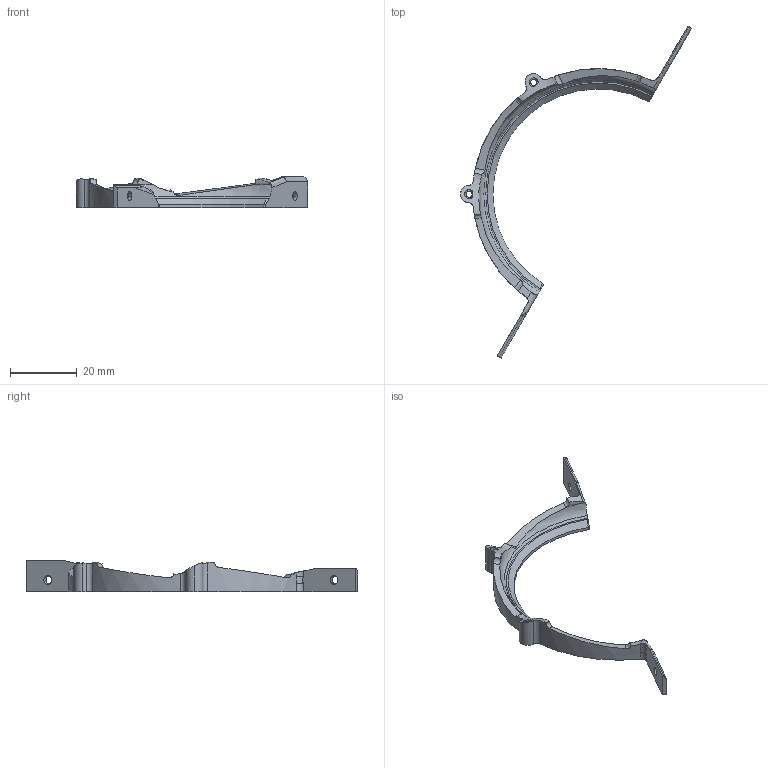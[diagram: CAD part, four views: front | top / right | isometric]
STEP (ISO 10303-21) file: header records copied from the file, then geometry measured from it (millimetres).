
FILE_DESCRIPTION (( 'STEP AP214' ), '1' );
FILE_NAME ('bottom_ring_2_larger_1_percent.STEP', '2025-02-27T21:47:04', ( '' ), ( '' ), 'SwSTEP 2.0', 'SolidWorks 2024', '' );
FILE_SCHEMA (( 'AUTOMOTIVE_DESIGN' ));
Length unit declared in the file: millimetre
Products named in the file (1): bottom_ring_2_larger_1_percent
Bounding box: 69.15 x 99.36 x 9.33 mm (x, y, z)
Volume: 3037 mm3; surface area: 3362.8 mm2
Topology: 1 solids, 1 shells, 74 faces, 212 edges, 142 vertices
Faces by surface type: cylinder 40, bspline 20, plane 10, torus 2, cone 2
Entity records: 4635 total; most frequent: CARTESIAN_POINT 2872, ORIENTED_EDGE 424, DIRECTION 278, EDGE_CURVE 212, VERTEX_POINT 142, AXIS2_PLACEMENT_3D 112, B_SPLINE_CURVE_WITH_KNOTS 99, EDGE_LOOP 84
